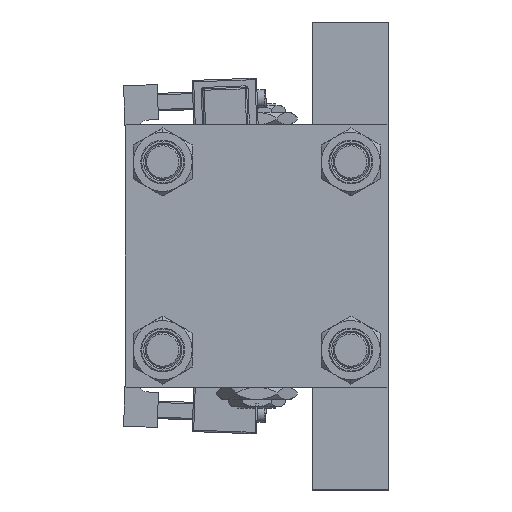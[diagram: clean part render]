
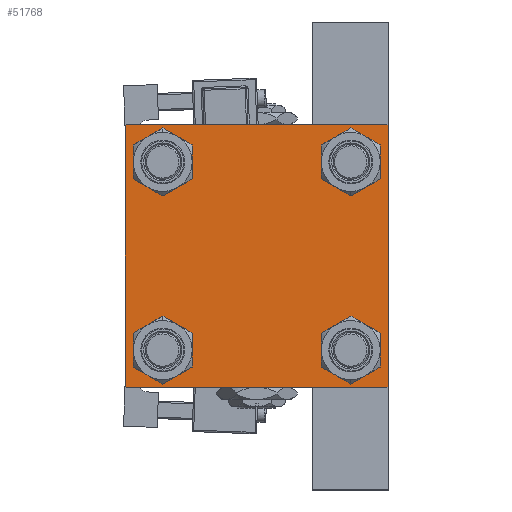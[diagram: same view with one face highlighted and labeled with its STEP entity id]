
A CAD part, left-side view. The second image highlights one B-rep face of the part: STEP entity #51768.
In plain terms, the highlighted planar face has unit normal (-1, 0, 0).
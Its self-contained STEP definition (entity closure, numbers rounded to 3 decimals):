
#71 = EDGE_CURVE ( 'NONE', #4918, #47923, #9667, .T. ) ;
#176 = AXIS2_PLACEMENT_3D ( 'NONE', #21564, #19005, #14607 ) ;
#776 = DIRECTION ( 'NONE',  ( 1., 0., 0. ) ) ;
#1211 = DIRECTION ( 'NONE',  ( 0., 0., 1. ) ) ;
#1735 = CARTESIAN_POINT ( 'NONE',  ( 0., -32.15, 32.15 ) ) ;
#2392 = AXIS2_PLACEMENT_3D ( 'NONE', #14688, #23205, #6733 ) ;
#3030 = VERTEX_POINT ( 'NONE', #40881 ) ;
#3163 = VERTEX_POINT ( 'NONE', #26596 ) ;
#3436 = VECTOR ( 'NONE', #6057, 1000. ) ;
#3579 = CARTESIAN_POINT ( 'NONE',  ( 0., 0., 0. ) ) ;
#4117 = PLANE ( 'NONE',  #31476 ) ;
#4918 = VERTEX_POINT ( 'NONE', #30276 ) ;
#5846 = CIRCLE ( 'NONE', #17231, 6.5 ) ;
#5890 = AXIS2_PLACEMENT_3D ( 'NONE', #16713, #776, #29841 ) ;
#6057 = DIRECTION ( 'NONE',  ( 0., 0., -1. ) ) ;
#6257 = LINE ( 'NONE', #44608, #19076 ) ;
#6733 = DIRECTION ( 'NONE',  ( 0., 0., 1. ) ) ;
#6928 = CARTESIAN_POINT ( 'NONE',  ( 0., 45., -45. ) ) ;
#7038 = CARTESIAN_POINT ( 'NONE',  ( 0., -32.15, -38.65 ) ) ;
#7489 = DIRECTION ( 'NONE',  ( 0., 0.707, 0.707 ) ) ;
#7974 = ORIENTED_EDGE ( 'NONE', *, *, #38436, .T. ) ;
#8958 = ORIENTED_EDGE ( 'NONE', *, *, #50780, .T. ) ;
#8991 = EDGE_CURVE ( 'NONE', #15271, #51408, #49135, .T. ) ;
#9667 = LINE ( 'NONE', #42292, #13392 ) ;
#9977 = DIRECTION ( 'NONE',  ( 0., 0., 1. ) ) ;
#10240 = CIRCLE ( 'NONE', #5890, 6.5 ) ;
#10318 = CARTESIAN_POINT ( 'NONE',  ( 0., -44.5, -45. ) ) ;
#10960 = VERTEX_POINT ( 'NONE', #10318 ) ;
#12805 = VERTEX_POINT ( 'NONE', #51065 ) ;
#12889 = ORIENTED_EDGE ( 'NONE', *, *, #29303, .T. ) ;
#13366 = CARTESIAN_POINT ( 'NONE',  ( 0., -45., -44.5 ) ) ;
#13392 = VECTOR ( 'NONE', #13773, 1000. ) ;
#13773 = DIRECTION ( 'NONE',  ( 0., -0.707, -0.707 ) ) ;
#14037 = DIRECTION ( 'NONE',  ( 0., 0.707, -0.707 ) ) ;
#14331 = DIRECTION ( 'NONE',  ( 0., -1., 0. ) ) ;
#14607 = DIRECTION ( 'NONE',  ( 0., 0., 1. ) ) ;
#14688 = CARTESIAN_POINT ( 'NONE',  ( 0., -32.15, -32.15 ) ) ;
#15022 = VECTOR ( 'NONE', #14037, 1000. ) ;
#15062 = EDGE_CURVE ( 'NONE', #3030, #28403, #42814, .T. ) ;
#15231 = ORIENTED_EDGE ( 'NONE', *, *, #42559, .T. ) ;
#15269 = CIRCLE ( 'NONE', #18746, 6.5 ) ;
#15271 = VERTEX_POINT ( 'NONE', #18315 ) ;
#15659 = FACE_BOUND ( 'NONE', #31018, .T. ) ;
#15762 = EDGE_CURVE ( 'NONE', #51408, #15271, #48361, .T. ) ;
#15929 = FACE_BOUND ( 'NONE', #39328, .T. ) ;
#16713 = CARTESIAN_POINT ( 'NONE',  ( 0., -32.15, 32.15 ) ) ;
#17231 = AXIS2_PLACEMENT_3D ( 'NONE', #51459, #35021, #26016 ) ;
#17276 = VERTEX_POINT ( 'NONE', #17507 ) ;
#17507 = CARTESIAN_POINT ( 'NONE',  ( 0., -45., 44.5 ) ) ;
#17805 = FACE_BOUND ( 'NONE', #19853, .T. ) ;
#17961 = EDGE_CURVE ( 'NONE', #17276, #52268, #20440, .T. ) ;
#18239 = VERTEX_POINT ( 'NONE', #52156 ) ;
#18252 = DIRECTION ( 'NONE',  ( 0., -0.707, 0.707 ) ) ;
#18315 = CARTESIAN_POINT ( 'NONE',  ( 0., 32.15, -25.65 ) ) ;
#18746 = AXIS2_PLACEMENT_3D ( 'NONE', #21700, #47413, #33736 ) ;
#19005 = DIRECTION ( 'NONE',  ( 1., 0., 0. ) ) ;
#19076 = VECTOR ( 'NONE', #48454, 1000. ) ;
#19234 = CARTESIAN_POINT ( 'NONE',  ( 0., 45., 45. ) ) ;
#19559 = ORIENTED_EDGE ( 'NONE', *, *, #15062, .T. ) ;
#19614 = EDGE_CURVE ( 'NONE', #12805, #44638, #15269, .T. ) ;
#19853 = EDGE_LOOP ( 'NONE', ( #30197, #15231 ) ) ;
#20440 = LINE ( 'NONE', #41780, #24803 ) ;
#20875 = AXIS2_PLACEMENT_3D ( 'NONE', #1735, #47775, #9977 ) ;
#21564 = CARTESIAN_POINT ( 'NONE',  ( 0., 32.15, -32.15 ) ) ;
#21700 = CARTESIAN_POINT ( 'NONE',  ( 0., 32.15, 32.15 ) ) ;
#22557 = CARTESIAN_POINT ( 'NONE',  ( 0., 44.75, 44.75 ) ) ;
#23205 = DIRECTION ( 'NONE',  ( 1., 0., 0. ) ) ;
#23465 = LINE ( 'NONE', #39340, #50247 ) ;
#23533 = CIRCLE ( 'NONE', #20875, 6.5 ) ;
#24694 = DIRECTION ( 'NONE',  ( 0., 0., 1. ) ) ;
#24803 = VECTOR ( 'NONE', #37405, 1000. ) ;
#25515 = AXIS2_PLACEMENT_3D ( 'NONE', #35060, #30963, #47670 ) ;
#26016 = DIRECTION ( 'NONE',  ( 0., 0., 1. ) ) ;
#26225 = CARTESIAN_POINT ( 'NONE',  ( 0., -44.5, 45. ) ) ;
#26596 = CARTESIAN_POINT ( 'NONE',  ( 0., -32.15, 25.65 ) ) ;
#26651 = ORIENTED_EDGE ( 'NONE', *, *, #19614, .T. ) ;
#26734 = VECTOR ( 'NONE', #7489, 1000. ) ;
#27767 = LINE ( 'NONE', #6928, #39335 ) ;
#28209 = EDGE_LOOP ( 'NONE', ( #39991, #12889 ) ) ;
#28267 = FACE_BOUND ( 'NONE', #28209, .T. ) ;
#28403 = VERTEX_POINT ( 'NONE', #47683 ) ;
#29187 = ORIENTED_EDGE ( 'NONE', *, *, #8991, .T. ) ;
#29303 = EDGE_CURVE ( 'NONE', #3163, #18239, #10240, .T. ) ;
#29492 = ORIENTED_EDGE ( 'NONE', *, *, #33844, .T. ) ;
#29498 = EDGE_CURVE ( 'NONE', #41799, #46791, #5846, .T. ) ;
#29841 = DIRECTION ( 'NONE',  ( 0., 0., 1. ) ) ;
#30197 = ORIENTED_EDGE ( 'NONE', *, *, #29498, .T. ) ;
#30276 = CARTESIAN_POINT ( 'NONE',  ( 0., 45., -44.5 ) ) ;
#30963 = DIRECTION ( 'NONE',  ( 1., 0., 0. ) ) ;
#31018 = EDGE_LOOP ( 'NONE', ( #29187, #41189 ) ) ;
#31322 = EDGE_LOOP ( 'NONE', ( #8958, #37838, #29492, #44680, #48264, #7974, #53255, #19559 ) ) ;
#31476 = AXIS2_PLACEMENT_3D ( 'NONE', #3579, #49076, #24694 ) ;
#33736 = DIRECTION ( 'NONE',  ( 0., 0., 1. ) ) ;
#33844 = EDGE_CURVE ( 'NONE', #47923, #10960, #27767, .T. ) ;
#34949 = CIRCLE ( 'NONE', #43716, 6.5 ) ;
#35021 = DIRECTION ( 'NONE',  ( 1., 0., 0. ) ) ;
#35060 = CARTESIAN_POINT ( 'NONE',  ( 0., 32.15, -32.15 ) ) ;
#36007 = CARTESIAN_POINT ( 'NONE',  ( 0., -44.75, 44.75 ) ) ;
#36299 = EDGE_CURVE ( 'NONE', #10960, #52268, #23465, .T. ) ;
#37126 = ORIENTED_EDGE ( 'NONE', *, *, #51673, .T. ) ;
#37405 = DIRECTION ( 'NONE',  ( 0., 0., -1. ) ) ;
#37838 = ORIENTED_EDGE ( 'NONE', *, *, #71, .T. ) ;
#38436 = EDGE_CURVE ( 'NONE', #17276, #43318, #41452, .T. ) ;
#38773 = CARTESIAN_POINT ( 'NONE',  ( 0., 32.15, 32.15 ) ) ;
#39328 = EDGE_LOOP ( 'NONE', ( #26651, #37126 ) ) ;
#39335 = VECTOR ( 'NONE', #14331, 1000. ) ;
#39340 = CARTESIAN_POINT ( 'NONE',  ( 0., -44.75, -44.75 ) ) ;
#39646 = CARTESIAN_POINT ( 'NONE',  ( 0., 32.15, -38.65 ) ) ;
#39991 = ORIENTED_EDGE ( 'NONE', *, *, #44977, .T. ) ;
#40881 = CARTESIAN_POINT ( 'NONE',  ( 0., 44.5, 45. ) ) ;
#41126 = FACE_OUTER_BOUND ( 'NONE', #31322, .T. ) ;
#41189 = ORIENTED_EDGE ( 'NONE', *, *, #15762, .T. ) ;
#41452 = LINE ( 'NONE', #36007, #26734 ) ;
#41749 = CARTESIAN_POINT ( 'NONE',  ( 0., 44.5, -45. ) ) ;
#41780 = CARTESIAN_POINT ( 'NONE',  ( 0., -45., 45. ) ) ;
#41799 = VERTEX_POINT ( 'NONE', #42765 ) ;
#42292 = CARTESIAN_POINT ( 'NONE',  ( 0., 44.75, -44.75 ) ) ;
#42559 = EDGE_CURVE ( 'NONE', #46791, #41799, #51346, .T. ) ;
#42765 = CARTESIAN_POINT ( 'NONE',  ( 0., -32.15, -25.65 ) ) ;
#42814 = LINE ( 'NONE', #22557, #15022 ) ;
#43132 = EDGE_CURVE ( 'NONE', #3030, #43318, #6257, .T. ) ;
#43318 = VERTEX_POINT ( 'NONE', #26225 ) ;
#43716 = AXIS2_PLACEMENT_3D ( 'NONE', #38773, #52368, #1211 ) ;
#44608 = CARTESIAN_POINT ( 'NONE',  ( 0., 45., 45. ) ) ;
#44638 = VERTEX_POINT ( 'NONE', #52552 ) ;
#44680 = ORIENTED_EDGE ( 'NONE', *, *, #36299, .T. ) ;
#44977 = EDGE_CURVE ( 'NONE', #18239, #3163, #23533, .T. ) ;
#46791 = VERTEX_POINT ( 'NONE', #7038 ) ;
#47413 = DIRECTION ( 'NONE',  ( 1., 0., 0. ) ) ;
#47670 = DIRECTION ( 'NONE',  ( 0., 0., 1. ) ) ;
#47683 = CARTESIAN_POINT ( 'NONE',  ( 0., 45., 44.5 ) ) ;
#47775 = DIRECTION ( 'NONE',  ( 1., 0., 0. ) ) ;
#47923 = VERTEX_POINT ( 'NONE', #41749 ) ;
#47979 = LINE ( 'NONE', #19234, #3436 ) ;
#48264 = ORIENTED_EDGE ( 'NONE', *, *, #17961, .F. ) ;
#48361 = CIRCLE ( 'NONE', #176, 6.5 ) ;
#48454 = DIRECTION ( 'NONE',  ( 0., -1., 0. ) ) ;
#49076 = DIRECTION ( 'NONE',  ( -1., 0., 0. ) ) ;
#49135 = CIRCLE ( 'NONE', #25515, 6.5 ) ;
#50247 = VECTOR ( 'NONE', #18252, 1000. ) ;
#50780 = EDGE_CURVE ( 'NONE', #28403, #4918, #47979, .T. ) ;
#51065 = CARTESIAN_POINT ( 'NONE',  ( 0., 32.15, 38.65 ) ) ;
#51346 = CIRCLE ( 'NONE', #2392, 6.5 ) ;
#51408 = VERTEX_POINT ( 'NONE', #39646 ) ;
#51459 = CARTESIAN_POINT ( 'NONE',  ( 0., -32.15, -32.15 ) ) ;
#51673 = EDGE_CURVE ( 'NONE', #44638, #12805, #34949, .T. ) ;
#51768 = ADVANCED_FACE ( 'NONE', ( #28267, #17805, #15659, #15929, #41126 ), #4117, .T. ) ;
#52156 = CARTESIAN_POINT ( 'NONE',  ( 0., -32.15, 38.65 ) ) ;
#52268 = VERTEX_POINT ( 'NONE', #13366 ) ;
#52368 = DIRECTION ( 'NONE',  ( 1., 0., 0. ) ) ;
#52552 = CARTESIAN_POINT ( 'NONE',  ( 0., 32.15, 25.65 ) ) ;
#53255 = ORIENTED_EDGE ( 'NONE', *, *, #43132, .F. ) ;
